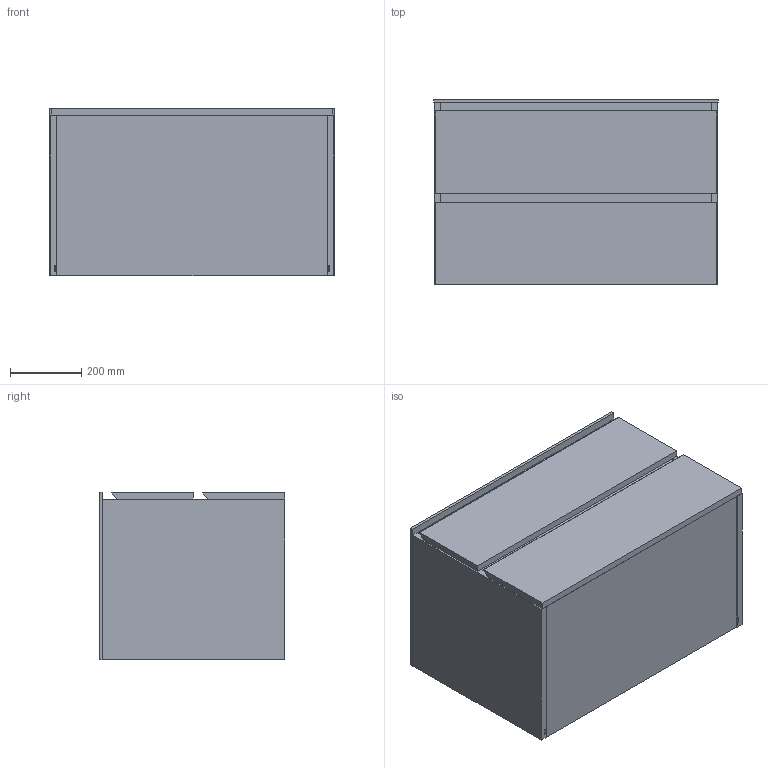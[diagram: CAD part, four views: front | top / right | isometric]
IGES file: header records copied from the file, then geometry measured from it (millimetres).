
Start section: SolidWorks IGES file using analytic representation for surfaces
Global section: file name: WP800500-2AUSÜCU-47.IGS; native system: SolidWorks 2019; preprocessor: SolidWorks 2019; author: r.frank; date: 200820.132920; units: millimetre
Bounding box: 800 x 520 x 470 mm (x, y, z)
Surface area: 5681535.9 mm2 (no closed solid volume)
Topology: 0 solids, 0 shells, 231 faces, 2535 edges, 2535 vertices
Faces by surface type: bspline 207, revolution 24
